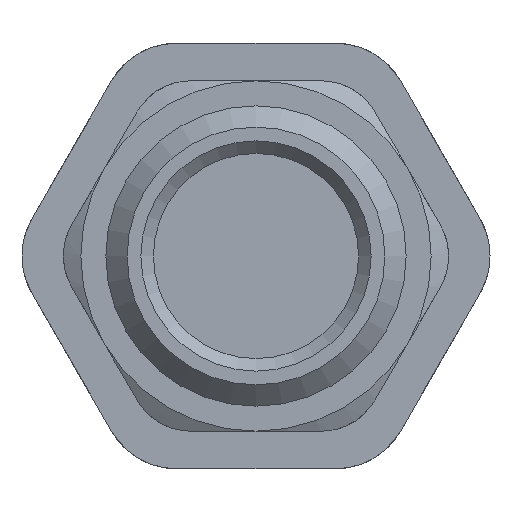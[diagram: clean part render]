
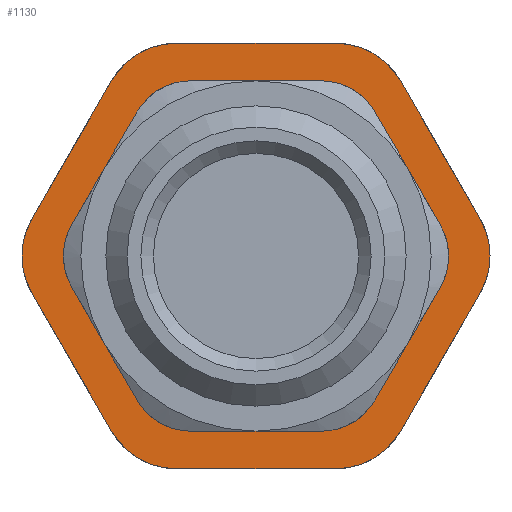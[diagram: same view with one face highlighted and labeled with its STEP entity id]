
A CAD part, front view. The second image highlights one B-rep face of the part: STEP entity #1130.
In plain terms, the highlighted planar face has unit normal (0, -1, 0).
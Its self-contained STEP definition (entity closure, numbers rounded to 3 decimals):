
#118=FACE_BOUND('',#195,.T.);
#125=FACE_OUTER_BOUND('',#194,.T.);
#194=EDGE_LOOP('',(#703,#704,#705,#706,#707,#708,#709,#710,#711,#712,#713,
#714));
#195=EDGE_LOOP('',(#715));
#270=LINE('',#1635,#327);
#271=LINE('',#1639,#328);
#272=LINE('',#1643,#329);
#273=LINE('',#1647,#330);
#274=LINE('',#1651,#331);
#275=LINE('',#1654,#332);
#327=VECTOR('',#1344,10.);
#328=VECTOR('',#1347,10.);
#329=VECTOR('',#1350,10.);
#330=VECTOR('',#1353,10.);
#331=VECTOR('',#1356,10.);
#332=VECTOR('',#1359,10.);
#384=CIRCLE('',#1223,3.);
#385=CIRCLE('',#1224,3.);
#386=CIRCLE('',#1225,3.);
#387=CIRCLE('',#1226,3.);
#388=CIRCLE('',#1227,3.);
#389=CIRCLE('',#1228,3.);
#390=CIRCLE('',#1229,6.856);
#431=VERTEX_POINT('',#1631);
#432=VERTEX_POINT('',#1632);
#433=VERTEX_POINT('',#1634);
#434=VERTEX_POINT('',#1636);
#435=VERTEX_POINT('',#1638);
#436=VERTEX_POINT('',#1640);
#437=VERTEX_POINT('',#1642);
#438=VERTEX_POINT('',#1644);
#439=VERTEX_POINT('',#1646);
#440=VERTEX_POINT('',#1648);
#441=VERTEX_POINT('',#1650);
#442=VERTEX_POINT('',#1652);
#443=VERTEX_POINT('',#1655);
#537=EDGE_CURVE('',#431,#432,#384,.T.);
#538=EDGE_CURVE('',#431,#433,#270,.T.);
#539=EDGE_CURVE('',#434,#433,#385,.T.);
#540=EDGE_CURVE('',#434,#435,#271,.T.);
#541=EDGE_CURVE('',#436,#435,#386,.T.);
#542=EDGE_CURVE('',#436,#437,#272,.T.);
#543=EDGE_CURVE('',#438,#437,#387,.T.);
#544=EDGE_CURVE('',#438,#439,#273,.T.);
#545=EDGE_CURVE('',#440,#439,#388,.T.);
#546=EDGE_CURVE('',#440,#441,#274,.T.);
#547=EDGE_CURVE('',#442,#441,#389,.T.);
#548=EDGE_CURVE('',#442,#432,#275,.T.);
#549=EDGE_CURVE('',#443,#443,#390,.T.);
#703=ORIENTED_EDGE('',*,*,#537,.F.);
#704=ORIENTED_EDGE('',*,*,#538,.T.);
#705=ORIENTED_EDGE('',*,*,#539,.F.);
#706=ORIENTED_EDGE('',*,*,#540,.T.);
#707=ORIENTED_EDGE('',*,*,#541,.F.);
#708=ORIENTED_EDGE('',*,*,#542,.T.);
#709=ORIENTED_EDGE('',*,*,#543,.F.);
#710=ORIENTED_EDGE('',*,*,#544,.T.);
#711=ORIENTED_EDGE('',*,*,#545,.F.);
#712=ORIENTED_EDGE('',*,*,#546,.T.);
#713=ORIENTED_EDGE('',*,*,#547,.F.);
#714=ORIENTED_EDGE('',*,*,#548,.T.);
#715=ORIENTED_EDGE('',*,*,#549,.T.);
#1035=PLANE('',#1222);
#1130=ADVANCED_FACE('',(#125,#118),#1035,.F.);
#1222=AXIS2_PLACEMENT_3D('',#1630,#1340,#1341);
#1223=AXIS2_PLACEMENT_3D('',#1633,#1342,#1343);
#1224=AXIS2_PLACEMENT_3D('',#1637,#1345,#1346);
#1225=AXIS2_PLACEMENT_3D('',#1641,#1348,#1349);
#1226=AXIS2_PLACEMENT_3D('',#1645,#1351,#1352);
#1227=AXIS2_PLACEMENT_3D('',#1649,#1354,#1355);
#1228=AXIS2_PLACEMENT_3D('',#1653,#1357,#1358);
#1229=AXIS2_PLACEMENT_3D('',#1656,#1360,#1361);
#1340=DIRECTION('center_axis',(0.,1.,0.));
#1341=DIRECTION('ref_axis',(0.,0.,1.));
#1342=DIRECTION('center_axis',(0.,1.,0.));
#1343=DIRECTION('ref_axis',(-1.,0.,0.));
#1344=DIRECTION('',(0.5,0.,-0.866));
#1345=DIRECTION('center_axis',(0.,1.,0.));
#1346=DIRECTION('ref_axis',(-0.5,0.,-0.866));
#1347=DIRECTION('',(1.,0.,0.));
#1348=DIRECTION('center_axis',(0.,1.,0.));
#1349=DIRECTION('ref_axis',(0.5,0.,-0.866));
#1350=DIRECTION('',(0.5,0.,0.866));
#1351=DIRECTION('center_axis',(0.,1.,0.));
#1352=DIRECTION('ref_axis',(1.,0.,0.));
#1353=DIRECTION('',(-0.5,0.,0.866));
#1354=DIRECTION('center_axis',(0.,1.,0.));
#1355=DIRECTION('ref_axis',(0.5,0.,0.866));
#1356=DIRECTION('',(-1.,0.,0.));
#1357=DIRECTION('center_axis',(0.,1.,0.));
#1358=DIRECTION('ref_axis',(-0.5,0.,0.866));
#1359=DIRECTION('',(-0.5,0.,-0.866));
#1360=DIRECTION('center_axis',(0.,1.,0.));
#1361=DIRECTION('ref_axis',(0.,0.,-1.));
#1630=CARTESIAN_POINT('Origin',(-3.184,0.045,0.));
#1631=CARTESIAN_POINT('',(-12.133,0.045,-1.5));
#1632=CARTESIAN_POINT('',(-12.133,0.045,1.5));
#1633=CARTESIAN_POINT('Origin',(-9.535,0.045,0.));
#1634=CARTESIAN_POINT('',(-8.957,0.045,-7.));
#1635=CARTESIAN_POINT('',(-13.002,0.045,0.005));
#1636=CARTESIAN_POINT('',(-6.359,0.045,-8.5));
#1637=CARTESIAN_POINT('Origin',(-6.359,0.045,-5.5));
#1638=CARTESIAN_POINT('',(-0.009,0.045,-8.5));
#1639=CARTESIAN_POINT('',(-10.557,0.045,-8.5));
#1640=CARTESIAN_POINT('',(2.59,0.045,-7.));
#1641=CARTESIAN_POINT('Origin',(-0.009,0.045,
-5.5));
#1642=CARTESIAN_POINT('',(5.765,0.045,-1.5));
#1643=CARTESIAN_POINT('',(1.721,0.045,-8.505));
#1644=CARTESIAN_POINT('',(5.765,0.045,1.5));
#1645=CARTESIAN_POINT('Origin',(3.167,0.045,0.));
#1646=CARTESIAN_POINT('',(2.59,0.045,7.));
#1647=CARTESIAN_POINT('',(4.174,0.045,4.255));
#1648=CARTESIAN_POINT('',(-0.009,0.045,8.5));
#1649=CARTESIAN_POINT('Origin',(-0.009,0.045,
5.5));
#1650=CARTESIAN_POINT('',(-6.359,0.045,8.5));
#1651=CARTESIAN_POINT('',(-5.65,0.045,8.5));
#1652=CARTESIAN_POINT('',(-8.957,0.045,7.));
#1653=CARTESIAN_POINT('Origin',(-6.359,0.045,5.5));
#1654=CARTESIAN_POINT('',(-10.548,0.045,4.245));
#1655=CARTESIAN_POINT('',(-3.184,0.045,6.856));
#1656=CARTESIAN_POINT('Origin',(-3.184,0.045,0.));
